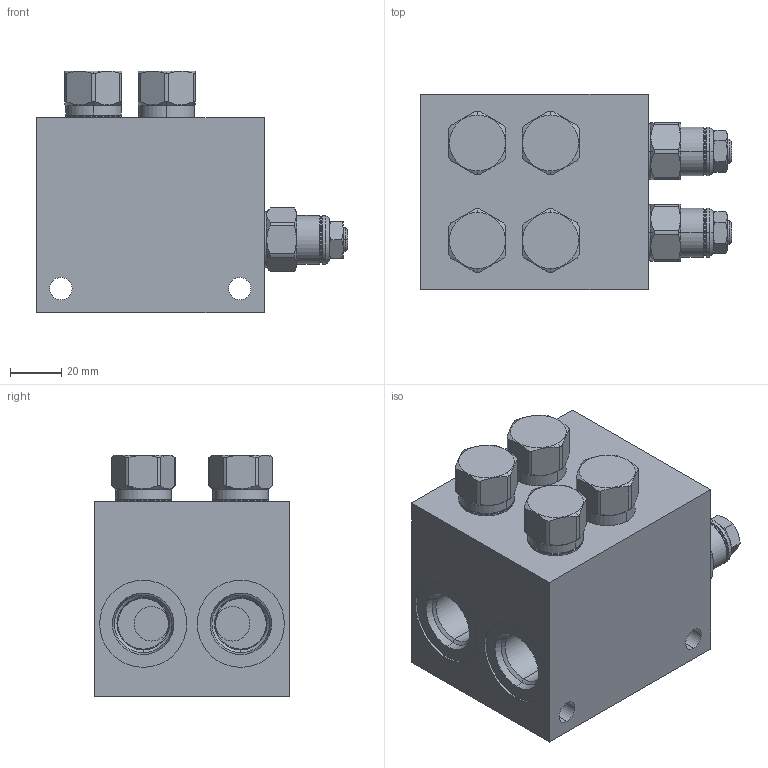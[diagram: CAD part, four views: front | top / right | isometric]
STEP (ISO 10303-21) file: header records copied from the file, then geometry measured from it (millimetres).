
FILE_DESCRIPTION((''),'2;1');
FILE_NAME('YCCELHNAK_ASM','2020-03-06T',('ProEService'),(''),'PRO/ENGINEER BY PARAMETRIC TECHNOLOGY CORPORATION, 2014200','PRO/ENGINEER BY PARAMETRIC TECHNOLOGY CORPORATION, 2014200','');
FILE_SCHEMA(('CONFIG_CONTROL_DESIGN'));
Length unit declared in the file: inch
Products named in the file (5): 150-835-004; CXCDXAN; CXDAXAN; CBCALHN; YCCELHNAK_ASM
Assembly tree (7 placements, depth 2):
  YCCELHNAK_ASM
    150-835-004
    CXCDXAN  x2
    CXDAXAN  x2
    CBCALHN  x2
Bounding box: 121.44 x 76.2 x 94.46 mm (x, y, z)
Volume: 487784.8 mm3; surface area: 106256.2 mm2
Topology: 17 solids, 23 shells, 1619 faces, 4460 edges, 3127 vertices
Faces by surface type: cylinder 690, cone 332, plane 329, torus 184, revolution 48, bspline 36
Entity records: 36974 total; most frequent: CARTESIAN_POINT 12831, DIRECTION 5074, ORIENTED_EDGE 4488, EDGE_CURVE 2244, AXIS2_PLACEMENT_3D 1936, VERTEX_POINT 1389, VECTOR 1178, LINE 1178
